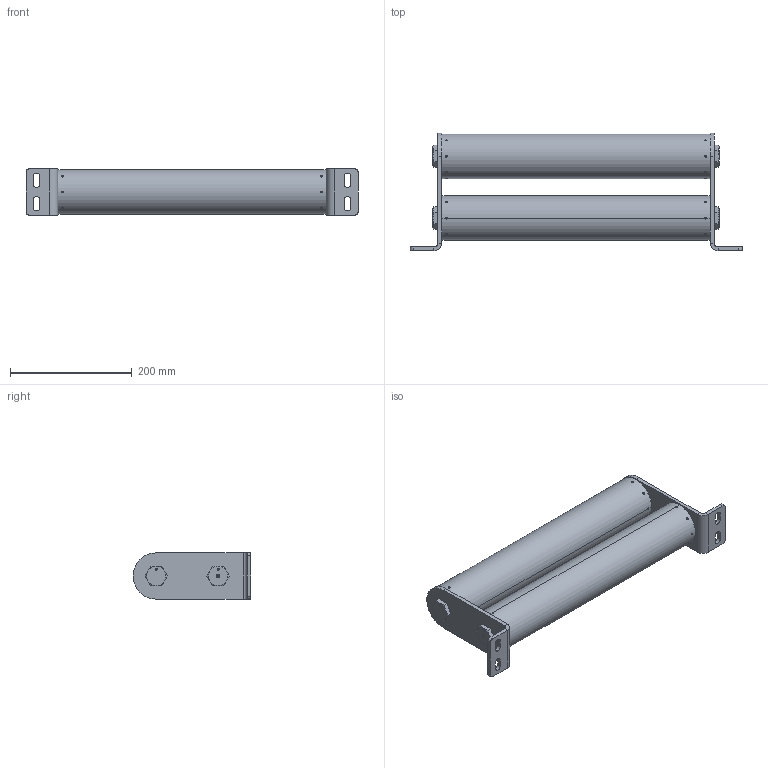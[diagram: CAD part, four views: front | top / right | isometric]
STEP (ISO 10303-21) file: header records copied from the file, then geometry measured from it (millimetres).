
FILE_DESCRIPTION (( 'STEP AP214' ), '1' );
FILE_NAME ('701641.STEP', '2024-05-20T16:10:19', ( '' ), ( '' ), 'SwSTEP 2.0', 'SolidWorks 2021', '' );
FILE_SCHEMA (( 'AUTOMOTIVE_DESIGN' ));
Length unit declared in the file: inch
Products named in the file (15): 340012_-001 SET; 150E RTV SEALER^340012; 35980_35980; 9399_9399; 130009_-008; 210008_-001; 701641; 180032; 35898_35898; 11378_CRIMPED; 11379; 360125; 23602_23602
Assembly tree (33 placements, depth 3):
  701641
    360125  x2
      130009_-008
      23602_23602
    180032
    180032
    340012_-001 SET
      11378_CRIMPED
      210008_-001
      150E RTV SEALER^340012
    35898_35898
    35980_35980
    35980_35980
    9399_9399
    11379  x4
Bounding box: 546.1 x 193.8 x 76.2 mm (x, y, z)
Volume: 880077 mm3; surface area: 492059.3 mm2
Topology: 47 solids, 47 shells, 3795 faces, 11006 edges, 7353 vertices
Faces by surface type: cylinder 1618, plane 949, sphere 646, bspline 384, cone 196, torus 2
Entity records: 18140 total; most frequent: CARTESIAN_POINT 6093, ORIENTED_EDGE 2146, DIRECTION 2006, EDGE_CURVE 1073, AXIS2_PLACEMENT_3D 801, VERTEX_POINT 682, EDGE_LOOP 477, FACE_OUTER_BOUND 415
